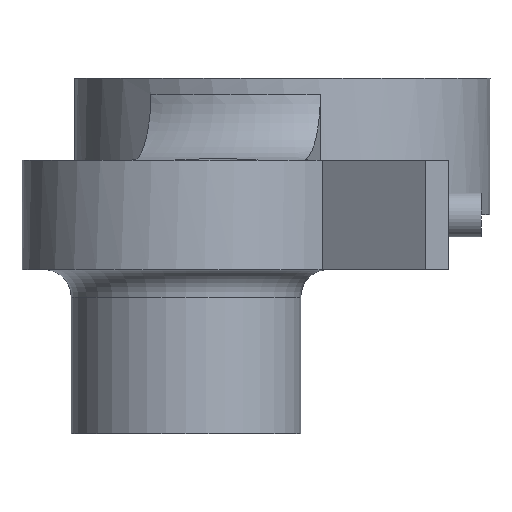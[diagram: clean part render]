
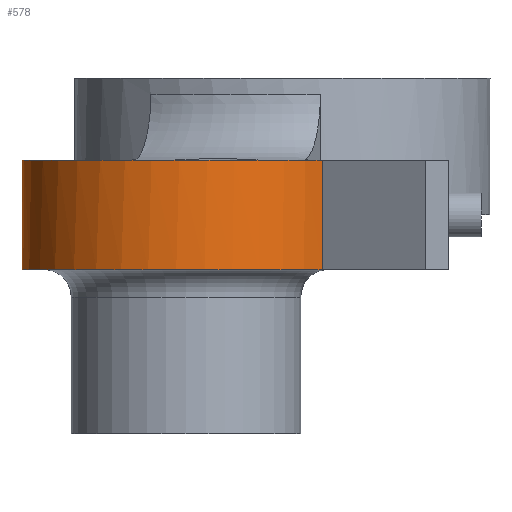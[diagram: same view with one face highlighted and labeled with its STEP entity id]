
A CAD part, left-side view. The second image highlights one B-rep face of the part: STEP entity #578.
In plain terms, the highlighted cylindrical face has radius 3 mm (diameter 6 mm), a partial arc.
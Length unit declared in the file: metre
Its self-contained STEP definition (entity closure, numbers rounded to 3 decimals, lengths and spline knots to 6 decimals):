
#15=B_SPLINE_CURVE_WITH_KNOTS('',3,(#903,#904,#905,#906),.UNSPECIFIED.,
 .F.,.F.,(4,4),(0.195338,0.212695),.UNSPECIFIED.);
#25=CIRCLE('',#631,0.003);
#26=CIRCLE('',#632,0.003);
#59=CYLINDRICAL_SURFACE('',#630,0.003);
#76=ORIENTED_EDGE('',*,*,#230,.T.);
#77=ORIENTED_EDGE('',*,*,#231,.T.);
#78=ORIENTED_EDGE('',*,*,#232,.F.);
#79=ORIENTED_EDGE('',*,*,#233,.F.);
#80=ORIENTED_EDGE('',*,*,#234,.T.);
#230=EDGE_CURVE('',#307,#308,#364,.T.);
#231=EDGE_CURVE('',#308,#309,#25,.T.);
#232=EDGE_CURVE('',#310,#309,#365,.T.);
#233=EDGE_CURVE('',#311,#310,#26,.T.);
#234=EDGE_CURVE('',#311,#307,#15,.T.);
#307=VERTEX_POINT('',#895);
#308=VERTEX_POINT('',#896);
#309=VERTEX_POINT('',#898);
#310=VERTEX_POINT('',#900);
#311=VERTEX_POINT('',#902);
#364=LINE('',#894,#397);
#365=LINE('',#899,#398);
#397=VECTOR('',#712,1.);
#398=VECTOR('',#715,1.);
#427=EDGE_LOOP('',(#76,#77,#78,#79,#80));
#491=FACE_BOUND('',#427,.T.);
#578=ADVANCED_FACE('',(#491),#59,.T.);
#630=AXIS2_PLACEMENT_3D('',#893,#710,#711);
#631=AXIS2_PLACEMENT_3D('',#897,#713,#714);
#632=AXIS2_PLACEMENT_3D('',#901,#716,#717);
#710=DIRECTION('',(0.,0.,1.));
#711=DIRECTION('',(1.,0.,0.));
#712=DIRECTION('',(0.,0.,-1.));
#713=DIRECTION('',(0.,0.,1.));
#714=DIRECTION('',(1.,0.,0.));
#715=DIRECTION('',(0.,0.,-1.));
#716=DIRECTION('',(0.,0.,1.));
#717=DIRECTION('',(1.,0.,0.));
#893=CARTESIAN_POINT('',(-0.006889,0.0048,0.));
#894=CARTESIAN_POINT('',(-0.004034,0.005722,0.));
#895=CARTESIAN_POINT('',(-0.004034,0.005722,0.00001));
#896=CARTESIAN_POINT('',(-0.004034,0.005722,-0.002));
#897=CARTESIAN_POINT('',(-0.006889,0.0048,-0.002));
#898=CARTESIAN_POINT('',(-0.008562,0.00231,-0.002));
#899=CARTESIAN_POINT('',(-0.008562,0.00231,0.));
#900=CARTESIAN_POINT('',(-0.008562,0.00231,0.));
#901=CARTESIAN_POINT('',(-0.006889,0.0048,0.));
#902=CARTESIAN_POINT('',(-0.004099,0.005903,0.));
#903=CARTESIAN_POINT('',(-0.004099,0.005903,0.));
#904=CARTESIAN_POINT('',(-0.004076,0.005846,0.));
#905=CARTESIAN_POINT('',(-0.004055,0.005786,0.000003));
#906=CARTESIAN_POINT('',(-0.004034,0.005722,0.00001));
